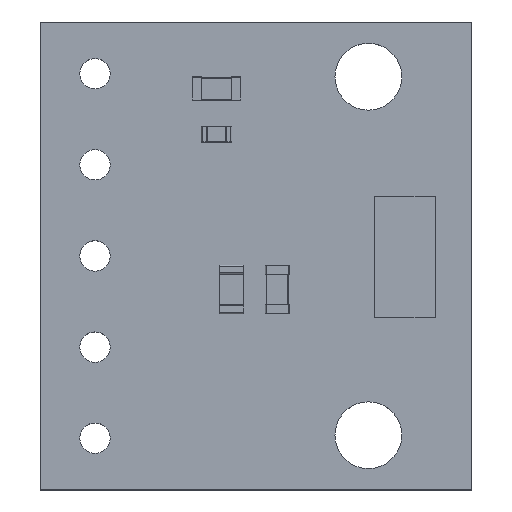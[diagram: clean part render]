
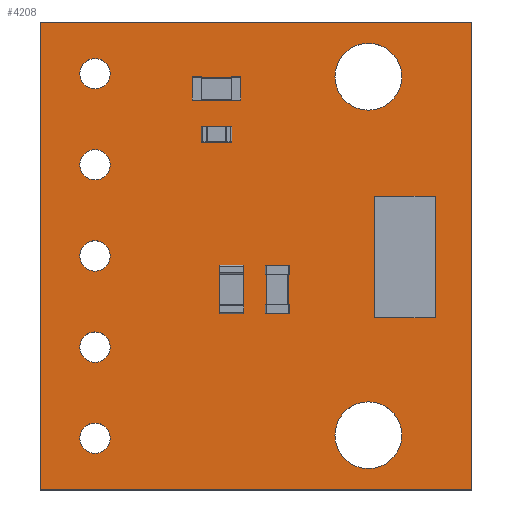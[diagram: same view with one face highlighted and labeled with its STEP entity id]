
A CAD part, top view. The second image highlights one B-rep face of the part: STEP entity #4208.
In plain terms, the highlighted planar face has unit normal (0, 0, 1).
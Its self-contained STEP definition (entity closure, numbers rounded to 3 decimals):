
#4019 = VERTEX_POINT('',#4020);
#4020 = CARTESIAN_POINT('',(134.4,-105.2,1.6));
#4026 = EDGE_CURVE('',#4019,#4027,#4029,.T.);
#4027 = VERTEX_POINT('',#4028);
#4028 = CARTESIAN_POINT('',(120.2,-105.2,1.6));
#4029 = LINE('',#4030,#4031);
#4030 = CARTESIAN_POINT('',(134.4,-105.2,1.6));
#4031 = VECTOR('',#4032,1.);
#4032 = DIRECTION('',(-1.,0.,0.));
#4059 = VERTEX_POINT('',#4060);
#4060 = CARTESIAN_POINT('',(134.4,-89.8,1.6));
#4066 = EDGE_CURVE('',#4059,#4019,#4067,.T.);
#4067 = LINE('',#4068,#4069);
#4068 = CARTESIAN_POINT('',(134.4,-89.8,1.6));
#4069 = VECTOR('',#4070,1.);
#4070 = DIRECTION('',(0.,-1.,0.));
#4088 = EDGE_CURVE('',#4027,#4089,#4091,.T.);
#4089 = VERTEX_POINT('',#4090);
#4090 = CARTESIAN_POINT('',(120.2,-89.8,1.6));
#4091 = LINE('',#4092,#4093);
#4092 = CARTESIAN_POINT('',(120.2,-105.2,1.6));
#4093 = VECTOR('',#4094,1.);
#4094 = DIRECTION('',(0.,1.,0.));
#4208 = ADVANCED_FACE('',(#4209,#4220,#4231,#4242,#4253,#4264,#4275,
    #4286),#4297,.T.);
#4209 = FACE_BOUND('',#4210,.T.);
#4210 = EDGE_LOOP('',(#4211,#4212,#4213,#4219));
#4211 = ORIENTED_EDGE('',*,*,#4026,.F.);
#4212 = ORIENTED_EDGE('',*,*,#4066,.F.);
#4213 = ORIENTED_EDGE('',*,*,#4214,.F.);
#4214 = EDGE_CURVE('',#4089,#4059,#4215,.T.);
#4215 = LINE('',#4216,#4217);
#4216 = CARTESIAN_POINT('',(120.2,-89.8,1.6));
#4217 = VECTOR('',#4218,1.);
#4218 = DIRECTION('',(1.,0.,0.));
#4219 = ORIENTED_EDGE('',*,*,#4088,.F.);
#4220 = FACE_BOUND('',#4221,.T.);
#4221 = EDGE_LOOP('',(#4222));
#4222 = ORIENTED_EDGE('',*,*,#4223,.T.);
#4223 = EDGE_CURVE('',#4224,#4224,#4226,.T.);
#4224 = VERTEX_POINT('',#4225);
#4225 = CARTESIAN_POINT('',(122.,-104.,1.6));
#4226 = CIRCLE('',#4227,0.5);
#4227 = AXIS2_PLACEMENT_3D('',#4228,#4229,#4230);
#4228 = CARTESIAN_POINT('',(122.,-103.5,1.6));
#4229 = DIRECTION('',(-0.,0.,-1.));
#4230 = DIRECTION('',(-0.,-1.,0.));
#4231 = FACE_BOUND('',#4232,.T.);
#4232 = EDGE_LOOP('',(#4233));
#4233 = ORIENTED_EDGE('',*,*,#4234,.T.);
#4234 = EDGE_CURVE('',#4235,#4235,#4237,.T.);
#4235 = VERTEX_POINT('',#4236);
#4236 = CARTESIAN_POINT('',(122.,-101.,1.6));
#4237 = CIRCLE('',#4238,0.5);
#4238 = AXIS2_PLACEMENT_3D('',#4239,#4240,#4241);
#4239 = CARTESIAN_POINT('',(122.,-100.5,1.6));
#4240 = DIRECTION('',(-0.,0.,-1.));
#4241 = DIRECTION('',(-0.,-1.,0.));
#4242 = FACE_BOUND('',#4243,.T.);
#4243 = EDGE_LOOP('',(#4244));
#4244 = ORIENTED_EDGE('',*,*,#4245,.T.);
#4245 = EDGE_CURVE('',#4246,#4246,#4248,.T.);
#4246 = VERTEX_POINT('',#4247);
#4247 = CARTESIAN_POINT('',(131.,-104.5,1.6));
#4248 = CIRCLE('',#4249,1.1);
#4249 = AXIS2_PLACEMENT_3D('',#4250,#4251,#4252);
#4250 = CARTESIAN_POINT('',(131.,-103.4,1.6));
#4251 = DIRECTION('',(-0.,0.,-1.));
#4252 = DIRECTION('',(-0.,-1.,0.));
#4253 = FACE_BOUND('',#4254,.T.);
#4254 = EDGE_LOOP('',(#4255));
#4255 = ORIENTED_EDGE('',*,*,#4256,.T.);
#4256 = EDGE_CURVE('',#4257,#4257,#4259,.T.);
#4257 = VERTEX_POINT('',#4258);
#4258 = CARTESIAN_POINT('',(122.,-98.,1.6));
#4259 = CIRCLE('',#4260,0.5);
#4260 = AXIS2_PLACEMENT_3D('',#4261,#4262,#4263);
#4261 = CARTESIAN_POINT('',(122.,-97.5,1.6));
#4262 = DIRECTION('',(-0.,0.,-1.));
#4263 = DIRECTION('',(-0.,-1.,0.));
#4264 = FACE_BOUND('',#4265,.T.);
#4265 = EDGE_LOOP('',(#4266));
#4266 = ORIENTED_EDGE('',*,*,#4267,.T.);
#4267 = EDGE_CURVE('',#4268,#4268,#4270,.T.);
#4268 = VERTEX_POINT('',#4269);
#4269 = CARTESIAN_POINT('',(122.,-95.,1.6));
#4270 = CIRCLE('',#4271,0.5);
#4271 = AXIS2_PLACEMENT_3D('',#4272,#4273,#4274);
#4272 = CARTESIAN_POINT('',(122.,-94.5,1.6));
#4273 = DIRECTION('',(-0.,0.,-1.));
#4274 = DIRECTION('',(-0.,-1.,0.));
#4275 = FACE_BOUND('',#4276,.T.);
#4276 = EDGE_LOOP('',(#4277));
#4277 = ORIENTED_EDGE('',*,*,#4278,.T.);
#4278 = EDGE_CURVE('',#4279,#4279,#4281,.T.);
#4279 = VERTEX_POINT('',#4280);
#4280 = CARTESIAN_POINT('',(122.,-92.,1.6));
#4281 = CIRCLE('',#4282,0.5);
#4282 = AXIS2_PLACEMENT_3D('',#4283,#4284,#4285);
#4283 = CARTESIAN_POINT('',(122.,-91.5,1.6));
#4284 = DIRECTION('',(-0.,0.,-1.));
#4285 = DIRECTION('',(-0.,-1.,0.));
#4286 = FACE_BOUND('',#4287,.T.);
#4287 = EDGE_LOOP('',(#4288));
#4288 = ORIENTED_EDGE('',*,*,#4289,.T.);
#4289 = EDGE_CURVE('',#4290,#4290,#4292,.T.);
#4290 = VERTEX_POINT('',#4291);
#4291 = CARTESIAN_POINT('',(131.,-92.7,1.6));
#4292 = CIRCLE('',#4293,1.1);
#4293 = AXIS2_PLACEMENT_3D('',#4294,#4295,#4296);
#4294 = CARTESIAN_POINT('',(131.,-91.6,1.6));
#4295 = DIRECTION('',(-0.,0.,-1.));
#4296 = DIRECTION('',(-0.,-1.,0.));
#4297 = PLANE('',#4298);
#4298 = AXIS2_PLACEMENT_3D('',#4299,#4300,#4301);
#4299 = CARTESIAN_POINT('',(0.,0.,1.6));
#4300 = DIRECTION('',(0.,0.,1.));
#4301 = DIRECTION('',(1.,0.,-0.));
